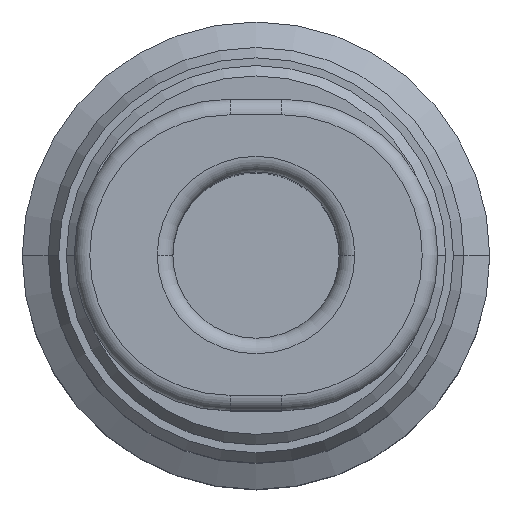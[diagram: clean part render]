
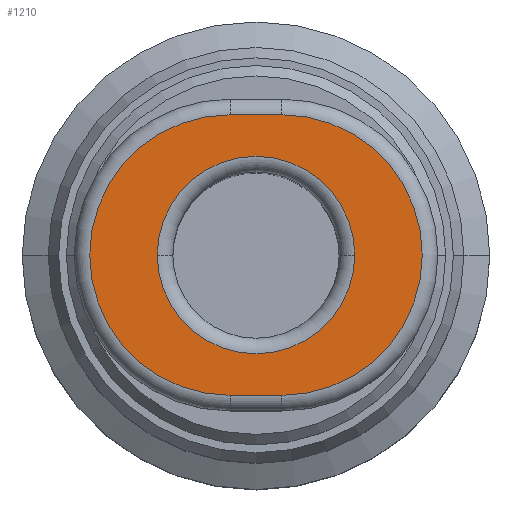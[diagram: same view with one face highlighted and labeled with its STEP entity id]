
A CAD part, top view. The second image highlights one B-rep face of the part: STEP entity #1210.
In plain terms, the highlighted planar face has unit normal (0, 0, 1).
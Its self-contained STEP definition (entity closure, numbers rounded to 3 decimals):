
#697=CARTESIAN_POINT('',(1.9,0.,9.45));
#698=VERTEX_POINT('',#697);
#706=CARTESIAN_POINT('',(-1.9,0.0,9.45));
#707=VERTEX_POINT('',#706);
#708=CARTESIAN_POINT('',(0.0,0.0,9.45));
#709=DIRECTION('',(0.0,0.0,1.0));
#710=DIRECTION('',(1.0,0.0,0.0));
#711=AXIS2_PLACEMENT_3D('',#708,#709,#710);
#712=CIRCLE('',#711,1.9);
#713=EDGE_CURVE('',#698,#707,#712,.T.);
#1023=CARTESIAN_POINT('',(0.5,2.7,9.45));
#1024=VERTEX_POINT('',#1023);
#1025=CARTESIAN_POINT('',(0.5,-2.7,9.45));
#1026=VERTEX_POINT('',#1025);
#1027=CARTESIAN_POINT('',(0.5,0.0,9.45));
#1028=DIRECTION('',(0.0,0.0,-1.0));
#1029=DIRECTION('',(1.0,0.0,0.0));
#1030=AXIS2_PLACEMENT_3D('',#1027,#1028,#1029);
#1031=CIRCLE('',#1030,2.7);
#1032=EDGE_CURVE('',#1024,#1026,#1031,.T.);
#1067=CARTESIAN_POINT('',(-0.5,-2.7,9.45));
#1068=VERTEX_POINT('',#1067);
#1069=CARTESIAN_POINT('',(0.5,-2.7,9.45));
#1070=DIRECTION('',(-1.0,0.0,0.0));
#1071=VECTOR('',#1070,1.0);
#1072=LINE('',#1069,#1071);
#1073=EDGE_CURVE('',#1026,#1068,#1072,.T.);
#1107=CARTESIAN_POINT('',(-0.5,2.7,9.45));
#1108=VERTEX_POINT('',#1107);
#1116=CARTESIAN_POINT('',(-0.5,2.7,9.45));
#1117=DIRECTION('',(1.0,0.0,0.0));
#1118=VECTOR('',#1117,1.0);
#1119=LINE('',#1116,#1118);
#1120=EDGE_CURVE('',#1108,#1024,#1119,.T.);
#1131=CARTESIAN_POINT('',(-0.5,0.0,9.45));
#1132=DIRECTION('',(0.0,0.0,-1.0));
#1133=DIRECTION('',(-1.0,0.0,0.0));
#1134=AXIS2_PLACEMENT_3D('',#1131,#1132,#1133);
#1135=CIRCLE('',#1134,2.7);
#1136=EDGE_CURVE('',#1068,#1108,#1135,.T.);
#1189=CARTESIAN_POINT('',(0.0,0.0,9.45));
#1190=DIRECTION('',(0.0,0.0,-1.0));
#1191=DIRECTION('',(1.0,0.0,0.0));
#1192=AXIS2_PLACEMENT_3D('',#1189,#1190,#1191);
#1193=PLANE('',#1192);
#1194=ORIENTED_EDGE('',*,*,#1032,.F.);
#1195=ORIENTED_EDGE('',*,*,#1120,.F.);
#1196=ORIENTED_EDGE('',*,*,#1136,.F.);
#1197=ORIENTED_EDGE('',*,*,#1073,.F.);
#1198=EDGE_LOOP('',(#1194,#1195,#1196,#1197));
#1199=FACE_OUTER_BOUND('',#1198,.T.);
#1200=CARTESIAN_POINT('',(0.0,0.0,9.45));
#1201=DIRECTION('',(0.0,0.0,1.0));
#1202=DIRECTION('',(1.0,0.0,0.0));
#1203=AXIS2_PLACEMENT_3D('',#1200,#1201,#1202);
#1204=CIRCLE('',#1203,1.9);
#1205=EDGE_CURVE('',#707,#698,#1204,.T.);
#1206=ORIENTED_EDGE('',*,*,#1205,.F.);
#1207=ORIENTED_EDGE('',*,*,#713,.F.);
#1208=EDGE_LOOP('',(#1206,#1207));
#1209=FACE_BOUND('',#1208,.T.);
#1210=ADVANCED_FACE('',(#1199,#1209),#1193,.F.);
